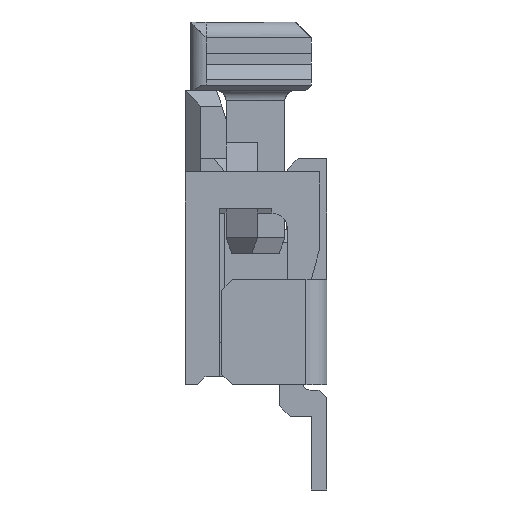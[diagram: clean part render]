
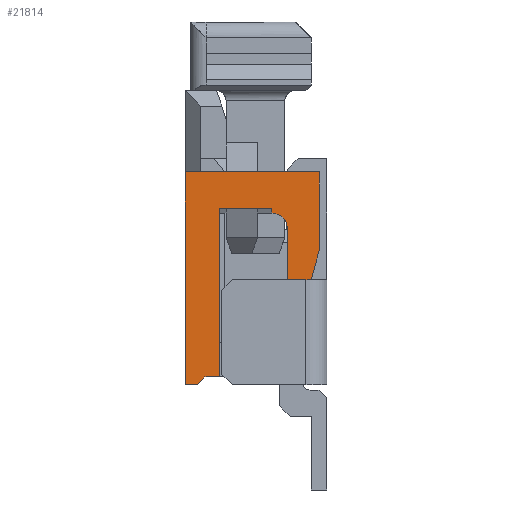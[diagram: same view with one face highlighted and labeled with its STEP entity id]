
A CAD part, left-side view. The second image highlights one B-rep face of the part: STEP entity #21814.
In plain terms, the highlighted planar face has unit normal (-1, 0, 0).
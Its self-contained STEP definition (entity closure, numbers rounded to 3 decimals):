
#441=CIRCLE('',#36174,0.3);
#1020=FACE_OUTER_BOUND('',#2077,.T.);
#2077=EDGE_LOOP('',(#16344,#16345,#16346,#16347,#16348,#16349,#16350,#16351,
#16352,#16353,#16354,#16355,#16356,#16357));
#4468=VERTEX_POINT('',#49631);
#4469=VERTEX_POINT('',#49632);
#4470=VERTEX_POINT('',#49634);
#4471=VERTEX_POINT('',#49636);
#4472=VERTEX_POINT('',#49638);
#4473=VERTEX_POINT('',#49640);
#4474=VERTEX_POINT('',#49642);
#4475=VERTEX_POINT('',#49644);
#4476=VERTEX_POINT('',#49646);
#4477=VERTEX_POINT('',#49648);
#4478=VERTEX_POINT('',#49650);
#4479=VERTEX_POINT('',#49652);
#4480=VERTEX_POINT('',#49654);
#4481=VERTEX_POINT('',#49656);
#10406=EDGE_CURVE('',#4468,#4469,#26321,.T.);
#10407=EDGE_CURVE('',#4469,#4470,#26322,.T.);
#10408=EDGE_CURVE('',#4470,#4471,#26323,.T.);
#10409=EDGE_CURVE('',#4471,#4472,#26324,.T.);
#10410=EDGE_CURVE('',#4472,#4473,#26325,.T.);
#10411=EDGE_CURVE('',#4473,#4474,#26326,.T.);
#10412=EDGE_CURVE('',#4474,#4475,#26327,.T.);
#10413=EDGE_CURVE('',#4475,#4476,#26328,.T.);
#10414=EDGE_CURVE('',#4476,#4477,#26329,.T.);
#10415=EDGE_CURVE('',#4477,#4478,#26330,.T.);
#10416=EDGE_CURVE('',#4478,#4479,#26331,.T.);
#10417=EDGE_CURVE('',#4479,#4480,#26332,.T.);
#10418=EDGE_CURVE('',#4480,#4481,#441,.T.);
#10419=EDGE_CURVE('',#4481,#4468,#26333,.T.);
#16344=ORIENTED_EDGE('',*,*,#10406,.T.);
#16345=ORIENTED_EDGE('',*,*,#10407,.T.);
#16346=ORIENTED_EDGE('',*,*,#10408,.T.);
#16347=ORIENTED_EDGE('',*,*,#10409,.T.);
#16348=ORIENTED_EDGE('',*,*,#10410,.T.);
#16349=ORIENTED_EDGE('',*,*,#10411,.T.);
#16350=ORIENTED_EDGE('',*,*,#10412,.T.);
#16351=ORIENTED_EDGE('',*,*,#10413,.T.);
#16352=ORIENTED_EDGE('',*,*,#10414,.T.);
#16353=ORIENTED_EDGE('',*,*,#10415,.T.);
#16354=ORIENTED_EDGE('',*,*,#10416,.T.);
#16355=ORIENTED_EDGE('',*,*,#10417,.T.);
#16356=ORIENTED_EDGE('',*,*,#10418,.T.);
#16357=ORIENTED_EDGE('',*,*,#10419,.T.);
#20879=PLANE('',#36173);
#21814=ADVANCED_FACE('',(#1020),#20879,.T.);
#26321=LINE('',#49633,#31772);
#26322=LINE('',#49635,#31773);
#26323=LINE('',#49637,#31774);
#26324=LINE('',#49639,#31775);
#26325=LINE('',#49641,#31776);
#26326=LINE('',#49643,#31777);
#26327=LINE('',#49645,#31778);
#26328=LINE('',#49647,#31779);
#26329=LINE('',#49649,#31780);
#26330=LINE('',#49651,#31781);
#26331=LINE('',#49653,#31782);
#26332=LINE('',#49655,#31783);
#26333=LINE('',#49658,#31784);
#31772=VECTOR('',#39625,0.45);
#31773=VECTOR('',#39626,2.);
#31774=VECTOR('',#39627,0.57);
#31775=VECTOR('',#39628,1.5);
#31776=VECTOR('',#39629,2.55);
#31777=VECTOR('',#39630,4.05);
#31778=VECTOR('',#39631,0.23);
#31779=VECTOR('',#39632,0.212);
#31780=VECTOR('',#39633,0.27);
#31781=VECTOR('',#39634,3.2);
#31782=VECTOR('',#39635,1.);
#31783=VECTOR('',#39636,0.084);
#31784=VECTOR('',#39639,2.966);
#36173=AXIS2_PLACEMENT_3D('',#49630,#39623,#39624);
#36174=AXIS2_PLACEMENT_3D('',#49657,#39637,#39638);
#39623=DIRECTION('center_axis',(-1.,0.,0.));
#39624=DIRECTION('ref_axis',(0.,0.,1.));
#39625=DIRECTION('',(0.,-1.,0.));
#39626=DIRECTION('',(0.,0.,1.));
#39627=DIRECTION('',(0.,-0.263,0.965));
#39628=DIRECTION('',(0.,0.,1.));
#39629=DIRECTION('',(0.,1.,0.));
#39630=DIRECTION('',(0.,0.,-1.));
#39631=DIRECTION('',(0.,-1.,0.));
#39632=DIRECTION('',(0.,-0.707,0.707));
#39633=DIRECTION('',(0.,-1.,0.));
#39634=DIRECTION('',(0.,0.,1.));
#39635=DIRECTION('',(0.,-1.,0.));
#39636=DIRECTION('',(0.,0.,-1.));
#39637=DIRECTION('center_axis',(1.,0.,0.));
#39638=DIRECTION('ref_axis',(0.,0.,1.));
#39639=DIRECTION('',(0.,0.,-1.));
#49630=CARTESIAN_POINT('Origin',(-8.35,0.075,-2.8));
#49631=CARTESIAN_POINT('',(-8.35,-0.6,-2.8));
#49632=CARTESIAN_POINT('',(-8.35,-1.05,-2.8));
#49633=CARTESIAN_POINT('',(-8.35,-0.6,-2.8));
#49634=CARTESIAN_POINT('',(-8.35,-1.05,-0.8));
#49635=CARTESIAN_POINT('',(-8.35,-1.05,-2.8));
#49636=CARTESIAN_POINT('',(-8.35,-1.2,-0.25));
#49637=CARTESIAN_POINT('',(-8.35,-1.05,-0.8));
#49638=CARTESIAN_POINT('',(-8.35,-1.2,1.25));
#49639=CARTESIAN_POINT('',(-8.35,-1.2,-0.25));
#49640=CARTESIAN_POINT('',(-8.35,1.35,1.25));
#49641=CARTESIAN_POINT('',(-8.35,-1.2,1.25));
#49642=CARTESIAN_POINT('',(-8.35,1.35,-2.8));
#49643=CARTESIAN_POINT('',(-8.35,1.35,1.25));
#49644=CARTESIAN_POINT('',(-8.35,1.12,-2.8));
#49645=CARTESIAN_POINT('',(-8.35,1.35,-2.8));
#49646=CARTESIAN_POINT('',(-8.35,0.97,-2.65));
#49647=CARTESIAN_POINT('',(-8.35,1.12,-2.8));
#49648=CARTESIAN_POINT('',(-8.35,0.7,-2.65));
#49649=CARTESIAN_POINT('',(-8.35,0.97,-2.65));
#49650=CARTESIAN_POINT('',(-8.35,0.7,0.55));
#49651=CARTESIAN_POINT('',(-8.35,0.7,-2.65));
#49652=CARTESIAN_POINT('',(-8.35,-0.3,0.55));
#49653=CARTESIAN_POINT('',(-8.35,0.7,0.55));
#49654=CARTESIAN_POINT('',(-8.35,-0.3,0.466));
#49655=CARTESIAN_POINT('',(-8.35,-0.3,0.55));
#49656=CARTESIAN_POINT('',(-8.35,-0.6,0.166));
#49657=CARTESIAN_POINT('Origin',(-8.35,-0.3,0.166));
#49658=CARTESIAN_POINT('',(-8.35,-0.6,0.166));
